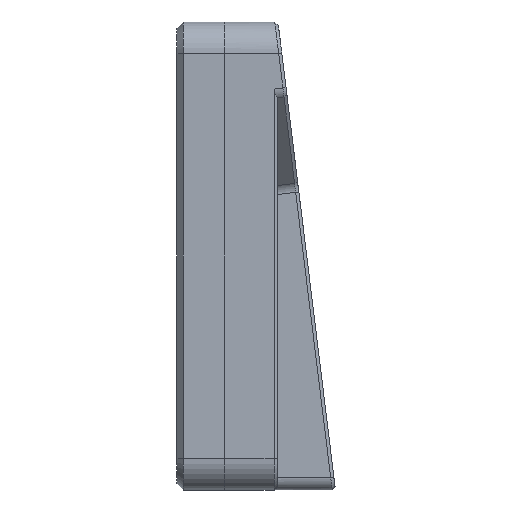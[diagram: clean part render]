
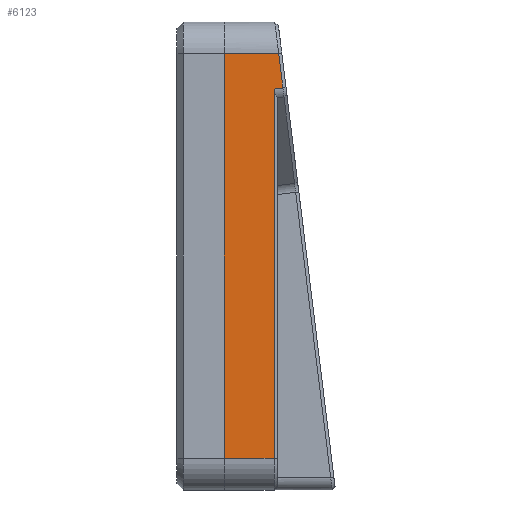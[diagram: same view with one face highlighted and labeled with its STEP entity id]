
A CAD part, left-side view. The second image highlights one B-rep face of the part: STEP entity #6123.
In plain terms, the highlighted planar face has unit normal (-1, 0, 0).
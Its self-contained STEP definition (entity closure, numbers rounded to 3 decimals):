
#38=B_SPLINE_CURVE_WITH_KNOTS('',3,(#10336,#10337,#10338,#10339),
 .UNSPECIFIED.,.F.,.F.,(4,4),(1.559,1.571),
 .UNSPECIFIED.);
#246=PLANE('',#6731);
#684=FACE_OUTER_BOUND('',#1057,.T.);
#1057=EDGE_LOOP('',(#5415,#5416,#5417,#5418,#5419,#5420,#5421));
#1542=LINE('',#10004,#2112);
#1553=LINE('',#10033,#2123);
#1587=LINE('',#10350,#2157);
#1588=LINE('',#10353,#2158);
#1589=LINE('',#10355,#2159);
#1590=LINE('',#10356,#2160);
#2112=VECTOR('',#8208,10.);
#2123=VECTOR('',#8231,10.);
#2157=VECTOR('',#8311,10.);
#2158=VECTOR('',#8314,10.);
#2159=VECTOR('',#8315,10.);
#2160=VECTOR('',#8316,10.);
#3001=VERTEX_POINT('',#9996);
#3003=VERTEX_POINT('',#10002);
#3012=VERTEX_POINT('',#10026);
#3015=VERTEX_POINT('',#10031);
#3046=VERTEX_POINT('',#10277);
#3048=VERTEX_POINT('',#10352);
#3049=VERTEX_POINT('',#10354);
#3799=EDGE_CURVE('',#3003,#3001,#1542,.T.);
#3813=EDGE_CURVE('',#3015,#3012,#1553,.T.);
#3865=EDGE_CURVE('',#3046,#3015,#38,.T.);
#3871=EDGE_CURVE('',#3012,#3003,#1587,.T.);
#3872=EDGE_CURVE('',#3048,#3046,#1588,.T.);
#3873=EDGE_CURVE('',#3048,#3049,#1589,.T.);
#3874=EDGE_CURVE('',#3001,#3049,#1590,.T.);
#5415=ORIENTED_EDGE('',*,*,#3871,.F.);
#5416=ORIENTED_EDGE('',*,*,#3813,.F.);
#5417=ORIENTED_EDGE('',*,*,#3865,.F.);
#5418=ORIENTED_EDGE('',*,*,#3872,.F.);
#5419=ORIENTED_EDGE('',*,*,#3873,.T.);
#5420=ORIENTED_EDGE('',*,*,#3874,.F.);
#5421=ORIENTED_EDGE('',*,*,#3799,.F.);
#6123=ADVANCED_FACE('',(#684),#246,.T.);
#6731=AXIS2_PLACEMENT_3D('',#10351,#8312,#8313);
#8208=DIRECTION('',(0.,0.,-1.));
#8231=DIRECTION('',(0.,-0.122,-0.993));
#8311=DIRECTION('',(0.,0.993,-0.122));
#8312=DIRECTION('center_axis',(-1.,0.,0.));
#8313=DIRECTION('ref_axis',(0.,0.,-1.));
#8314=DIRECTION('',(0.,-1.,0.));
#8315=DIRECTION('',(0.,0.,-1.));
#8316=DIRECTION('',(0.,1.,0.));
#9996=CARTESIAN_POINT('',(-8.5,-7.9,-3.5));
#10002=CARTESIAN_POINT('',(-8.5,-7.9,55.022));
#10004=CARTESIAN_POINT('',(-8.5,-7.9,44.147));
#10026=CARTESIAN_POINT('',(-8.5,-9.28,55.192));
#10031=CARTESIAN_POINT('',(-8.5,-8.618,60.589));
#10033=CARTESIAN_POINT('',(-8.5,-10.2,47.704));
#10277=CARTESIAN_POINT('',(-8.5,-8.61,60.65));
#10336=CARTESIAN_POINT('Ctrl Pts',(-8.5,-8.61,60.65));
#10337=CARTESIAN_POINT('Ctrl Pts',(-8.5,-8.613,60.63));
#10338=CARTESIAN_POINT('Ctrl Pts',(-8.5,-8.615,60.609));
#10339=CARTESIAN_POINT('Ctrl Pts',(-8.5,-8.618,60.589));
#10350=CARTESIAN_POINT('',(-8.5,-5.59,54.739));
#10351=CARTESIAN_POINT('Origin',(-8.5,0.,65.65));
#10352=CARTESIAN_POINT('',(-8.5,0.,60.65));
#10353=CARTESIAN_POINT('',(-8.5,0.,60.65));
#10354=CARTESIAN_POINT('',(-8.5,0.,-3.5));
#10355=CARTESIAN_POINT('',(-8.5,0.,65.65));
#10356=CARTESIAN_POINT('',(-8.5,0.,-3.5));
